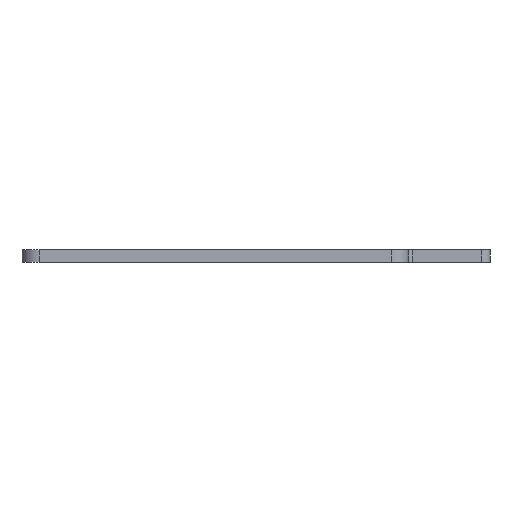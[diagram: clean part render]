
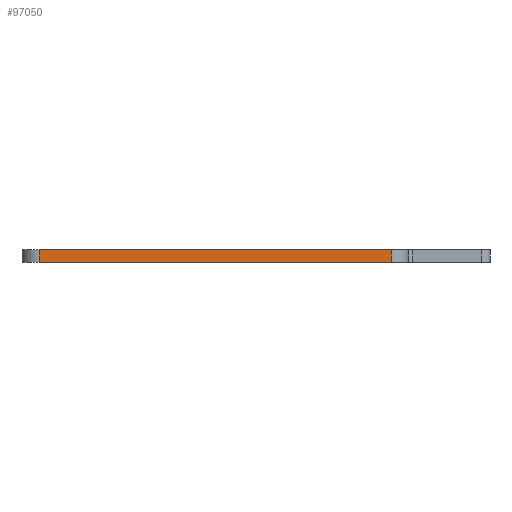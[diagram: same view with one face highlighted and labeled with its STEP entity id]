
A CAD part, left-side view. The second image highlights one B-rep face of the part: STEP entity #97050.
In plain terms, the highlighted planar face has unit normal (-1, 0, 0).
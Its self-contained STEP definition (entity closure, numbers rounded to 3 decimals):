
#16400=CARTESIAN_POINT('',(-26.25,-28.,1.5));
#16410=VERTEX_POINT('',#16400);
#16440=CARTESIAN_POINT('',(-26.25,-19.68,1.5));
#16450=DIRECTION('',(0.,-1.,0.));
#16460=VECTOR('',#16450,1.);
#16470=LINE('',#16440,#16460);
#16480=CARTESIAN_POINT('',(-26.25,13.,1.5));
#16490=VERTEX_POINT('',#16480);
#16500=EDGE_CURVE('',#16490,#16410,#16470,.T.);
#84540=CARTESIAN_POINT('',(-26.25,13.,0.));
#84550=VERTEX_POINT('',#84540);
#84580=CARTESIAN_POINT('',(-26.25,-19.68,0.));
#84590=DIRECTION('',(0.,-1.,0.));
#84600=VECTOR('',#84590,1.);
#84610=LINE('',#84580,#84600);
#84620=CARTESIAN_POINT('',(-26.25,-28.,0.));
#84630=VERTEX_POINT('',#84620);
#84640=EDGE_CURVE('',#84550,#84630,#84610,.T.);
#96840=CARTESIAN_POINT('',(-26.25,15.,1.5));
#96850=DIRECTION('',(-1.,0.,0.));
#96860=DIRECTION('',(0.,1.,0.));
#96870=AXIS2_PLACEMENT_3D('',#96840,#96850,#96860);
#96880=PLANE('',#96870);
#96890=ORIENTED_EDGE('',*,*,#16500,.F.);
#96900=CARTESIAN_POINT('',(-26.25,-28.,1.5));
#96910=DIRECTION('',(0.,0.,-1.));
#96920=VECTOR('',#96910,1.);
#96930=LINE('',#96900,#96920);
#96940=EDGE_CURVE('',#16410,#84630,#96930,.T.);
#96950=ORIENTED_EDGE('',*,*,#96940,.F.);
#96960=ORIENTED_EDGE('',*,*,#84640,.T.);
#96970=CARTESIAN_POINT('',(-26.25,13.,1.5));
#96980=DIRECTION('',(0.,0.,-1.));
#96990=VECTOR('',#96980,1.);
#97000=LINE('',#96970,#96990);
#97010=EDGE_CURVE('',#16490,#84550,#97000,.T.);
#97020=ORIENTED_EDGE('',*,*,#97010,.T.);
#97030=EDGE_LOOP('',(#97020,#96960,#96950,#96890));
#97040=FACE_OUTER_BOUND('',#97030,.T.);
#97050=ADVANCED_FACE('',(#97040),#96880,.T.);
